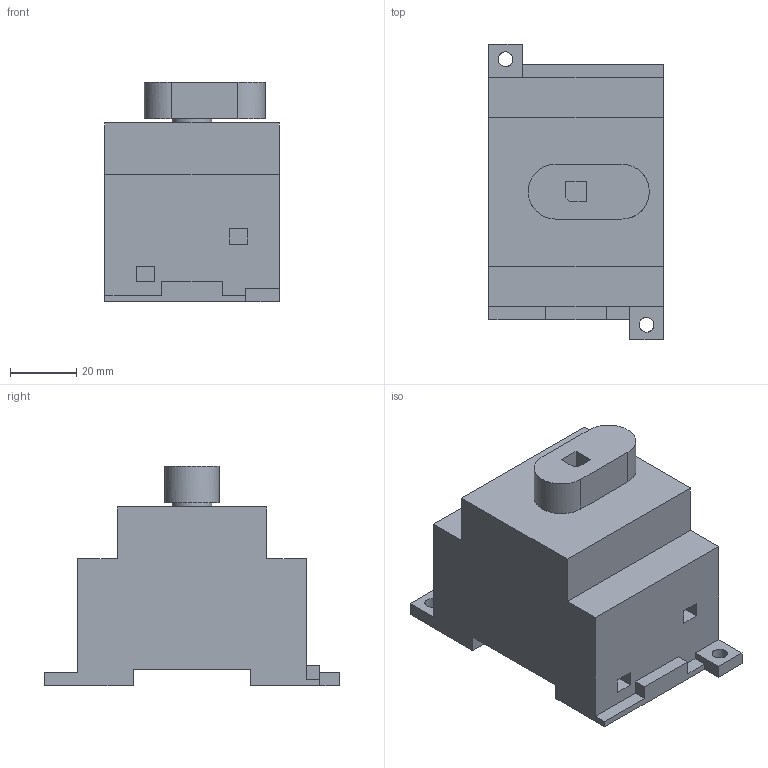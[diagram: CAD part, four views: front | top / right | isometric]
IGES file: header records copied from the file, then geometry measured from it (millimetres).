
Global section: file name: OTDC16-32F2.igs; preprocessor: I-DEAS 3D IGES Translator 11; date: 20110414.163900; units: millimetre
Bounding box: 52.5 x 89 x 66.2 mm (x, y, z)
Volume: 172469.1 mm3; surface area: 24221.5 mm2
Topology: 1 solids, 1 shells, 63 faces, 162 edges, 108 vertices
Faces by surface type: bspline 63
